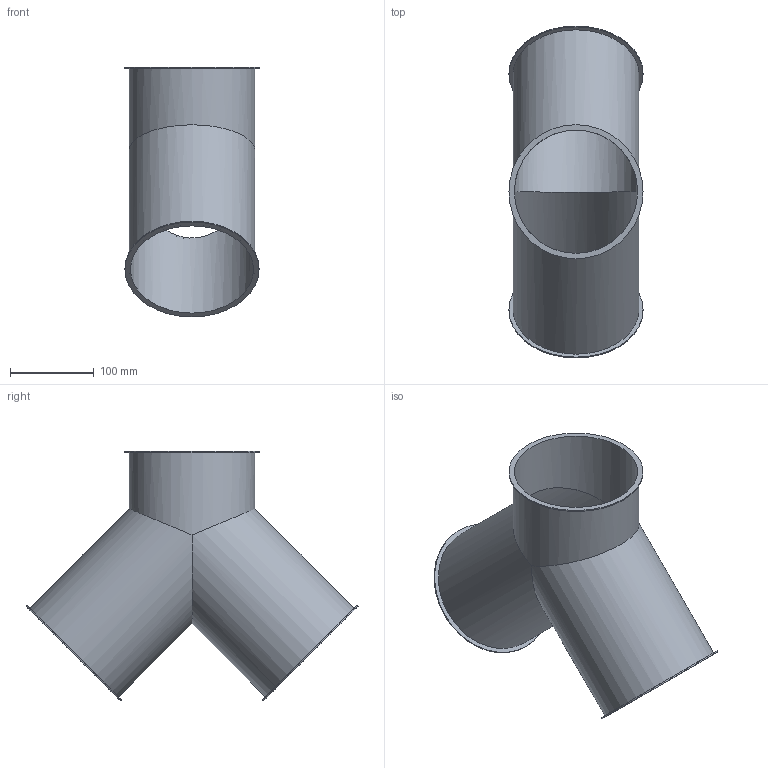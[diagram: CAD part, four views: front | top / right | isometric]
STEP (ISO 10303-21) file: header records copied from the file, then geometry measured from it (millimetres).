
FILE_DESCRIPTION((''),'2;1');
FILE_NAME('Gabelstueck_2x45grad.stp','2007-12-18T07:09:19',('BBA'),(''),'Autodesk Inventor 2008','Autodesk Inventor 2008','');
FILE_SCHEMA(('AUTOMOTIVE_DESIGN { 1 0 10303 214 1 1 1 1 }'));
Length unit declared in the file: millimetre
Products named in the file (1): 4010008015667_Gabelstueck_2x45grad
Bounding box: 160 x 395.98 x 297.99 mm (x, y, z)
Volume: 300367.8 mm3; surface area: 402725.6 mm2
Topology: 1 solids, 1 shells, 15 faces, 32 edges, 21 vertices
Faces by surface type: cylinder 9, plane 6
Full cylindrical faces by diameter (mm): 147 x3, 150 x3, 160 x3
Entity records: 360 total; most frequent: DIRECTION 68, CARTESIAN_POINT 50, ORIENTED_EDGE 36, AXIS2_PLACEMENT_3D 34, EDGE_LOOP 30, EDGE_CURVE 18, VERTEX_POINT 16, FACE_OUTER_BOUND 15
